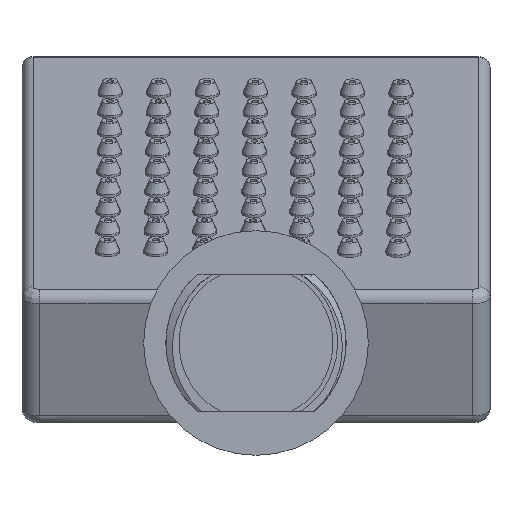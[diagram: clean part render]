
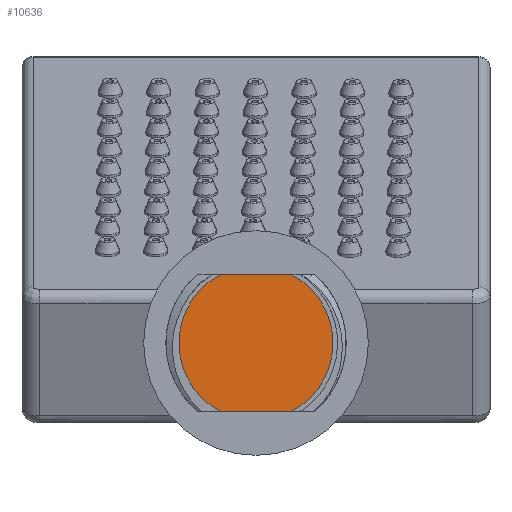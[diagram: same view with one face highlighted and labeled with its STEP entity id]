
A CAD part, front view. The second image highlights one B-rep face of the part: STEP entity #10636.
In plain terms, the highlighted planar face has unit normal (0, -1, 0).
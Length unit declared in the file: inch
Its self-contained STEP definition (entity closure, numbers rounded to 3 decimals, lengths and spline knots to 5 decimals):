
#1891=CARTESIAN_POINT('',(0.,-0.39,0.));
#1892=DIRECTION('',(0.,-1.,0.));
#1893=DIRECTION('',(-0.45,0.,0.893));
#1894=AXIS2_PLACEMENT_3D('',#1891,#1892,#1893);
#1900=DIRECTION('',(1.,0.,0.));
#1901=VECTOR('',#1900,0.31524);
#1902=CARTESIAN_POINT('',(-0.15762,-0.39,0.3125));
#1903=LINE('',#1902,#1901);
#1904=DIRECTION('',(1.,0.,0.));
#1905=VECTOR('',#1904,0.31524);
#1906=CARTESIAN_POINT('',(-0.15762,-0.39,-0.3125));
#1907=LINE('',#1906,#1905);
#1912=CARTESIAN_POINT('',(0.,-0.39,0.));
#1913=DIRECTION('',(0.,1.,0.));
#1914=DIRECTION('',(0.45,0.,0.893));
#1915=AXIS2_PLACEMENT_3D('',#1912,#1913,#1914);
#6835=CARTESIAN_POINT('',(-0.15762,-0.39,0.3125));
#6836=VERTEX_POINT('',#6835);
#6837=CARTESIAN_POINT('',(-0.15762,-0.39,-0.3125));
#6838=VERTEX_POINT('',#6837);
#6839=CARTESIAN_POINT('',(0.15762,-0.39,0.3125));
#6840=VERTEX_POINT('',#6839);
#6841=CARTESIAN_POINT('',(0.15762,-0.39,-0.3125));
#6842=VERTEX_POINT('',#6841);
#10624=CARTESIAN_POINT('',(0.,-0.39,0.));
#10625=DIRECTION('',(0.,-1.,0.));
#10626=DIRECTION('',(0.,0.,-1.));
#10627=AXIS2_PLACEMENT_3D('',#10624,#10625,#10626);
#10628=PLANE('',#10627);
#10629=ORIENTED_EDGE('',*,*,#9923,.T.);
#10631=ORIENTED_EDGE('',*,*,#10630,.T.);
#10632=ORIENTED_EDGE('',*,*,#10026,.F.);
#10633=ORIENTED_EDGE('',*,*,#10618,.F.);
#10634=EDGE_LOOP('',(#10629,#10631,#10632,#10633));
#10635=FACE_OUTER_BOUND('',#10634,.F.);
#10636=ADVANCED_FACE('',(#10635),#10628,.T.);
#1895=CIRCLE('',#1894,0.35);
#1916=CIRCLE('',#1915,0.35);
#9923=EDGE_CURVE('',#6836,#6840,#1903,.T.);
#10026=EDGE_CURVE('',#6838,#6842,#1907,.T.);
#10618=EDGE_CURVE('',#6836,#6838,#1895,.T.);
#10630=EDGE_CURVE('',#6840,#6842,#1916,.T.);
